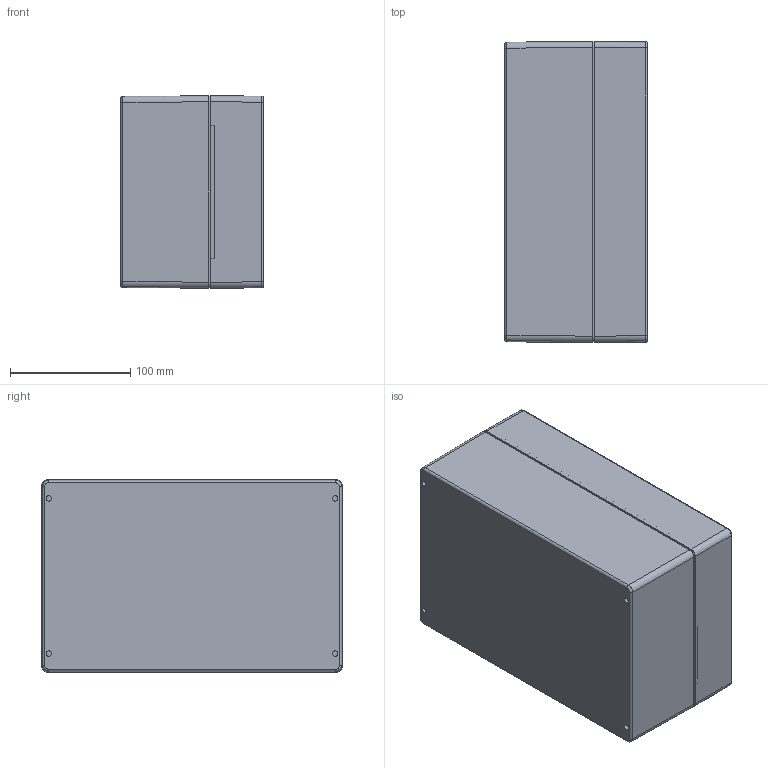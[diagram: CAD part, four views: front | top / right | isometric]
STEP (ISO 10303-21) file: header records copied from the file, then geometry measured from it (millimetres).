
FILE_DESCRIPTION(/* description */ (''),/* implementation_level */ '2;1');
FILE_NAME(/* name */ '01251612010-RST.stp',/* time_stamp */ '2021-09-02T13:45:49+02:00',/* author */ ('sl'),/* organization */ (''),/* preprocessor_version */ 'ST-DEVELOPER v16.5',/* originating_system */ 'Autodesk Inventor 2017',/* authorisation */ '');
FILE_SCHEMA (('AUTOMOTIVE_DESIGN { 1 0 10303 214 3 1 1 }'));
Length unit declared in the file: millimetre
Products named in the file (6): ABS-Gehäuse-29-BG-0001-01_241612_010; Deckel-ABS-Gehäuse-29-BG-0002-01_241612_010; PART1_1; UT-ABS-Gehäuse-29-BT-0001-01_241612_010; PART2; Schraube-M4x55x10
Assembly tree (10 placements, depth 3):
  ABS-Gehäuse-29-BG-0001-01_241612_010
    Deckel-ABS-Gehäuse-29-BG-0002-01_241612_010
      PART1_1
    UT-ABS-Gehäuse-29-BT-0001-01_241612_010
      PART2
    Schraube-M4x55x10  x6
Bounding box: 119 x 250 x 160 mm (x, y, z)
Volume: 641384.1 mm3; surface area: 372540.8 mm2
Topology: 8 solids, 8 shells, 707 faces, 1655 edges, 1028 vertices
Faces by surface type: plane 259, cylinder 232, torus 110, cone 88, bspline 18
Full cylindrical faces by diameter (mm): 2 x2, 2.87 x6, 4 x24, 4.2 x6, 4.5 x4, 5 x6, 7 x6, 7.4 x6, 7.8 x4
Entity records: 16046 total; most frequent: CARTESIAN_POINT 3098, DIRECTION 2954, ORIENTED_EDGE 2336, AXIS2_PLACEMENT_3D 1220, EDGE_CURVE 1168, VERTEX_POINT 789, EDGE_LOOP 769, CIRCLE 610
